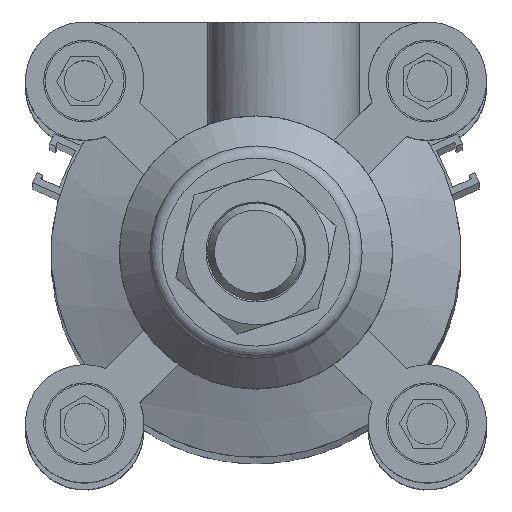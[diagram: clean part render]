
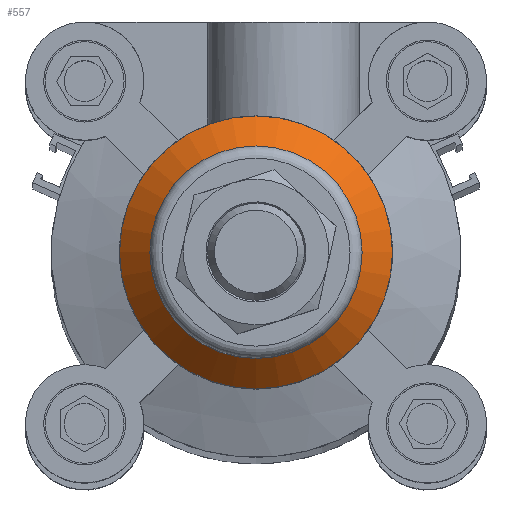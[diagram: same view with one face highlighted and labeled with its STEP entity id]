
A CAD part, top view. The second image highlights one B-rep face of the part: STEP entity #557.
In plain terms, the highlighted conical face has half-angle 45 degrees and reference radius 20 mm.
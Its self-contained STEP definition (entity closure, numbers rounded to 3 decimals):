
#557 = ADVANCED_FACE( '', ( #1318, #1319 ), #1320, .T. );
#1318 = FACE_BOUND( '', #2382, .T. );
#1319 = FACE_OUTER_BOUND( '', #2383, .T. );
#1320 = CONICAL_SURFACE( '', #2384, 20., 0.785 );
#2382 = EDGE_LOOP( '', ( #3712 ) );
#2383 = EDGE_LOOP( '', ( #3713 ) );
#2384 = AXIS2_PLACEMENT_3D( '', #3714, #3715, #3716 );
#3712 = ORIENTED_EDGE( '', *, *, #6233, .F. );
#3713 = ORIENTED_EDGE( '', *, *, #6234, .T. );
#3714 = CARTESIAN_POINT( '', ( 0., 42.5, 0. ) );
#3715 = DIRECTION( '', ( 0., -1., 0. ) );
#3716 = DIRECTION( '', ( -1., 0., 0. ) );
#6233 = EDGE_CURVE( '', #7480, #7480, #7481, .T. );
#6234 = EDGE_CURVE( '', #7482, #7482, #7483, .T. );
#7480 = VERTEX_POINT( '', #9413 );
#7481 = CIRCLE( '', #9414, 17.5 );
#7482 = VERTEX_POINT( '', #9415 );
#7483 = CIRCLE( '', #9416, 22.5 );
#9413 = CARTESIAN_POINT( '', ( -17.5, 45., 0. ) );
#9414 = AXIS2_PLACEMENT_3D( '', #11352, #11353, #11354 );
#9415 = CARTESIAN_POINT( '', ( -22.5, 40., 0. ) );
#9416 = AXIS2_PLACEMENT_3D( '', #11355, #11356, #11357 );
#11352 = CARTESIAN_POINT( '', ( 0., 45., 0. ) );
#11353 = DIRECTION( '', ( 0., 1., 0. ) );
#11354 = DIRECTION( '', ( -1., 0., 0. ) );
#11355 = CARTESIAN_POINT( '', ( 0., 40., 0. ) );
#11356 = DIRECTION( '', ( 0., 1., 0. ) );
#11357 = DIRECTION( '', ( -1., 0., 0. ) );
